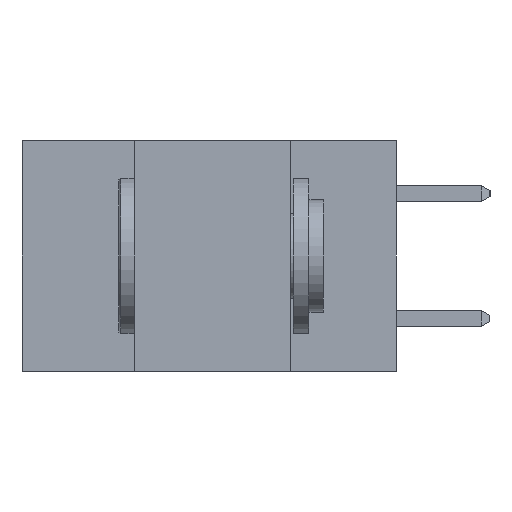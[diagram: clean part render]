
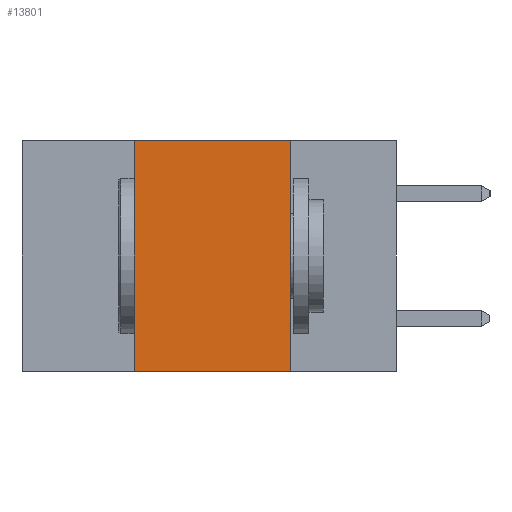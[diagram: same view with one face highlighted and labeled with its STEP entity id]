
A CAD part, left-side view. The second image highlights one B-rep face of the part: STEP entity #13801.
In plain terms, the highlighted planar face has unit normal (-1, 0, 0).
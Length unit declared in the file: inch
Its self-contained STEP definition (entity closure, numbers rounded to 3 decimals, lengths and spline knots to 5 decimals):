
#109 = CARTESIAN_POINT ( 'NONE',  ( 0., 0.6, 0. ) ) ;
#298 = VECTOR ( 'NONE', #3712, 39.37008 ) ;
#1015 = ORIENTED_EDGE ( 'NONE', *, *, #9965, .F. ) ;
#1388 = VECTOR ( 'NONE', #20922, 39.37008 ) ;
#1638 = LINE ( 'NONE', #109, #298 ) ;
#1656 = LINE ( 'NONE', #16918, #4132 ) ;
#2941 = LINE ( 'NONE', #21601, #18846 ) ;
#3005 = ORIENTED_EDGE ( 'NONE', *, *, #18501, .F. ) ;
#3300 = VERTEX_POINT ( 'NONE', #8133 ) ;
#3712 = DIRECTION ( 'NONE',  ( 0., -1., 0. ) ) ;
#4132 = VECTOR ( 'NONE', #20428, 39.37008 ) ;
#5944 = PLANE ( 'NONE',  #7630 ) ;
#6693 = EDGE_CURVE ( 'NONE', #14252, #14365, #1638, .T. ) ;
#7410 = CARTESIAN_POINT ( 'NONE',  ( 0., 0.42, -0.37 ) ) ;
#7630 = AXIS2_PLACEMENT_3D ( 'NONE', #19322, #13838, #10416 ) ;
#8133 = CARTESIAN_POINT ( 'NONE',  ( 0., 0.42, -0.37 ) ) ;
#8650 = CARTESIAN_POINT ( 'NONE',  ( 0., 0.17, -0.37 ) ) ;
#9965 = EDGE_CURVE ( 'NONE', #3300, #14252, #14219, .T. ) ;
#10386 = CARTESIAN_POINT ( 'NONE',  ( 0., 0.42, 0. ) ) ;
#10416 = DIRECTION ( 'NONE',  ( 0., 0., -1. ) ) ;
#11286 = DIRECTION ( 'NONE',  ( 0., 0., -1. ) ) ;
#11942 = EDGE_LOOP ( 'NONE', ( #3005, #13769, #1015, #18204 ) ) ;
#12269 = VERTEX_POINT ( 'NONE', #8650 ) ;
#12493 = CARTESIAN_POINT ( 'NONE',  ( 0., 0.17, 0. ) ) ;
#13708 = EDGE_CURVE ( 'NONE', #3300, #12269, #1656, .T. ) ;
#13769 = ORIENTED_EDGE ( 'NONE', *, *, #6693, .F. ) ;
#13801 = ADVANCED_FACE ( 'NONE', ( #20858 ), #5944, .F. ) ;
#13838 = DIRECTION ( 'NONE',  ( 1., 0., 0. ) ) ;
#14219 = LINE ( 'NONE', #7410, #1388 ) ;
#14252 = VERTEX_POINT ( 'NONE', #10386 ) ;
#14365 = VERTEX_POINT ( 'NONE', #12493 ) ;
#16918 = CARTESIAN_POINT ( 'NONE',  ( 0., 0.6, -0.37 ) ) ;
#18204 = ORIENTED_EDGE ( 'NONE', *, *, #13708, .T. ) ;
#18501 = EDGE_CURVE ( 'NONE', #14365, #12269, #2941, .T. ) ;
#18846 = VECTOR ( 'NONE', #11286, 39.37008 ) ;
#19322 = CARTESIAN_POINT ( 'NONE',  ( 0., 0.6, 0. ) ) ;
#20428 = DIRECTION ( 'NONE',  ( 0., -1., 0. ) ) ;
#20858 = FACE_OUTER_BOUND ( 'NONE', #11942, .T. ) ;
#20922 = DIRECTION ( 'NONE',  ( 0., 0., 1. ) ) ;
#21601 = CARTESIAN_POINT ( 'NONE',  ( 0., 0.17, -0.37 ) ) ;
